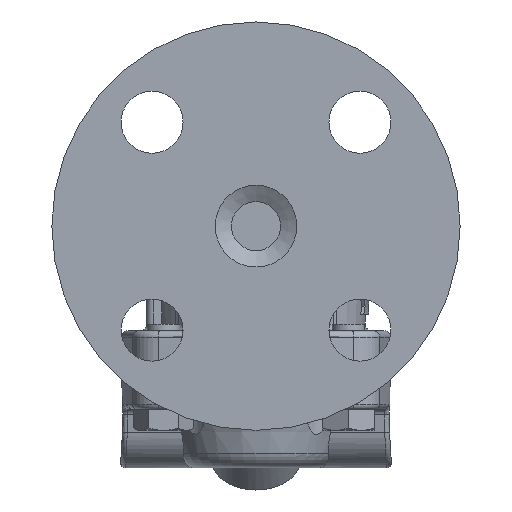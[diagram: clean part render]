
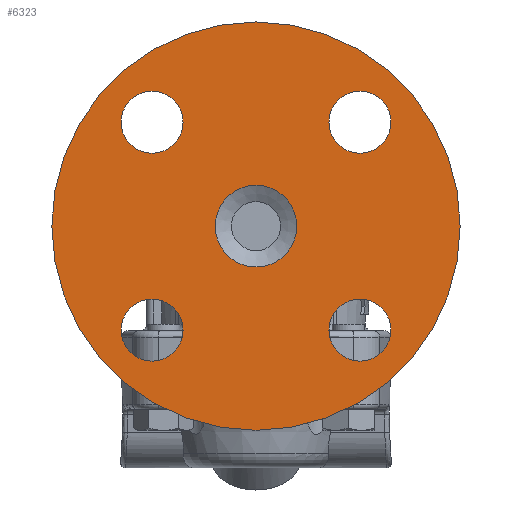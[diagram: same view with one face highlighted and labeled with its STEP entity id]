
A CAD part, left-side view. The second image highlights one B-rep face of the part: STEP entity #6323.
In plain terms, the highlighted planar face has unit normal (-1, 0, 0).
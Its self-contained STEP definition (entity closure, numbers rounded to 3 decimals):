
#538=FACE_BOUND('',#1265,.T.);
#539=FACE_BOUND('',#1266,.T.);
#540=FACE_BOUND('',#1267,.T.);
#541=FACE_BOUND('',#1268,.T.);
#542=FACE_BOUND('',#1269,.T.);
#572=PLANE('',#6790);
#838=FACE_OUTER_BOUND('',#1264,.T.);
#1264=EDGE_LOOP('',(#4293));
#1265=EDGE_LOOP('',(#4294));
#1266=EDGE_LOOP('',(#4295));
#1267=EDGE_LOOP('',(#4296));
#1268=EDGE_LOOP('',(#4297));
#1269=EDGE_LOOP('',(#4298));
#2223=CIRCLE('',#6758,12.5);
#2228=CIRCLE('',#6765,9.5);
#2230=CIRCLE('',#6768,9.5);
#2232=CIRCLE('',#6771,9.5);
#2234=CIRCLE('',#6774,9.5);
#2240=CIRCLE('',#6783,62.5);
#2603=VERTEX_POINT('',#9083);
#2607=VERTEX_POINT('',#9095);
#2609=VERTEX_POINT('',#9101);
#2611=VERTEX_POINT('',#9107);
#2613=VERTEX_POINT('',#9113);
#2619=VERTEX_POINT('',#9130);
#3220=EDGE_CURVE('',#2603,#2603,#2223,.T.);
#3225=EDGE_CURVE('',#2607,#2607,#2228,.T.);
#3228=EDGE_CURVE('',#2609,#2609,#2230,.T.);
#3231=EDGE_CURVE('',#2611,#2611,#2232,.T.);
#3234=EDGE_CURVE('',#2613,#2613,#2234,.T.);
#3243=EDGE_CURVE('',#2619,#2619,#2240,.T.);
#4293=ORIENTED_EDGE('',*,*,#3243,.T.);
#4294=ORIENTED_EDGE('',*,*,#3220,.T.);
#4295=ORIENTED_EDGE('',*,*,#3225,.T.);
#4296=ORIENTED_EDGE('',*,*,#3228,.T.);
#4297=ORIENTED_EDGE('',*,*,#3231,.T.);
#4298=ORIENTED_EDGE('',*,*,#3234,.T.);
#6323=ADVANCED_FACE('',(#838,#538,#539,#540,#541,#542),#572,.F.);
#6758=AXIS2_PLACEMENT_3D('',#9085,#7453,#7454);
#6765=AXIS2_PLACEMENT_3D('',#9096,#7467,#7468);
#6768=AXIS2_PLACEMENT_3D('',#9102,#7474,#7475);
#6771=AXIS2_PLACEMENT_3D('',#9108,#7481,#7482);
#6774=AXIS2_PLACEMENT_3D('',#9114,#7488,#7489);
#6783=AXIS2_PLACEMENT_3D('',#9132,#7509,#7510);
#6790=AXIS2_PLACEMENT_3D('',#9143,#7525,#7526);
#7453=DIRECTION('center_axis',(1.,0.,0.));
#7454=DIRECTION('ref_axis',(0.,0.,1.));
#7467=DIRECTION('center_axis',(1.,0.,0.));
#7468=DIRECTION('ref_axis',(0.,1.,0.));
#7474=DIRECTION('center_axis',(1.,0.,0.));
#7475=DIRECTION('ref_axis',(0.,0.,1.));
#7481=DIRECTION('center_axis',(1.,0.,0.));
#7482=DIRECTION('ref_axis',(0.,-1.,0.));
#7488=DIRECTION('center_axis',(1.,0.,0.));
#7489=DIRECTION('ref_axis',(0.,0.,-1.));
#7509=DIRECTION('center_axis',(-1.,0.,0.));
#7510=DIRECTION('ref_axis',(0.,0.,1.));
#7525=DIRECTION('center_axis',(1.,0.,0.));
#7526=DIRECTION('ref_axis',(0.,0.,-1.));
#9083=CARTESIAN_POINT('',(-104.5,0.,31.5));
#9085=CARTESIAN_POINT('Origin',(-104.5,0.,44.));
#9095=CARTESIAN_POINT('',(-104.5,-41.32,75.82));
#9096=CARTESIAN_POINT('Origin',(-104.5,-31.82,75.82));
#9101=CARTESIAN_POINT('',(-104.5,-31.82,2.68));
#9102=CARTESIAN_POINT('Origin',(-104.5,-31.82,12.18));
#9107=CARTESIAN_POINT('',(-104.5,41.32,12.18));
#9108=CARTESIAN_POINT('Origin',(-104.5,31.82,12.18));
#9113=CARTESIAN_POINT('',(-104.5,31.82,85.32));
#9114=CARTESIAN_POINT('Origin',(-104.5,31.82,75.82));
#9130=CARTESIAN_POINT('',(-104.5,0.,-18.5));
#9132=CARTESIAN_POINT('Origin',(-104.5,0.,44.));
#9143=CARTESIAN_POINT('Origin',(-104.5,0.,79.));
